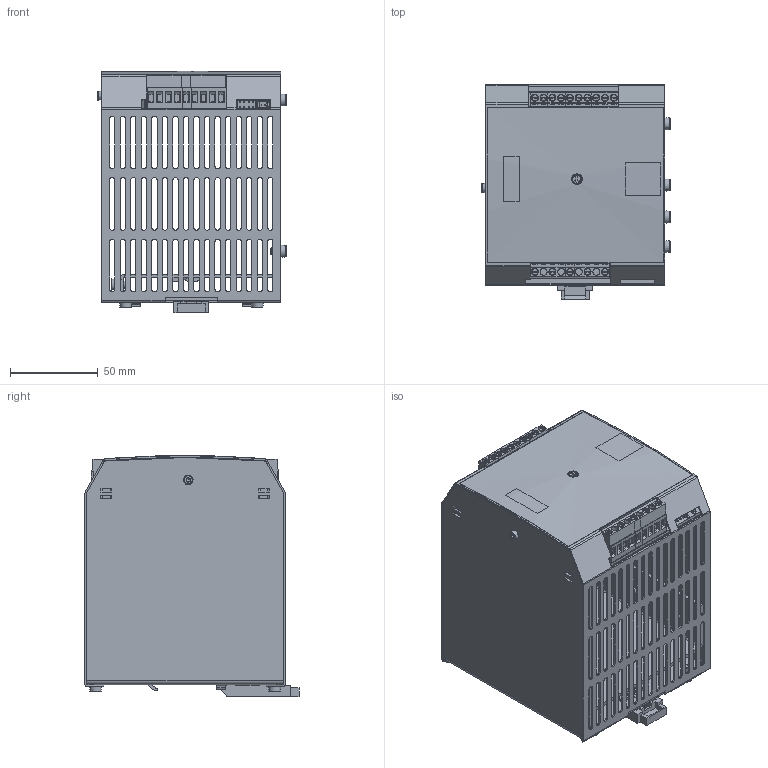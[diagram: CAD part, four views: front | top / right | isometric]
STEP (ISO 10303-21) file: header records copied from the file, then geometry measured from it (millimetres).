
FILE_DESCRIPTION((''),'2;1');
FILE_NAME('CB2410AC.stp','2014-01-16T13:00:30',('roland'),(''),'Autodesk Inventor 2013','Autodesk Inventor 2013','');
FILE_SCHEMA(('CONFIG_CONTROL_DESIGN'));
Length unit declared in the file: millimetre
Products named in the file (27): CBI240W Complete Drawing; CBI240W_M3M.00F; CBI240W_M3M.00C; CBI240W_MHN.090; CBI240W_M4D.109; MGP.451.90MA5_Gancio Din; CS_CBI240W_Master_A24323188A5_Assemblata; CS_CBI240W_Master_A24323188A5; CS_CBI240W_Scheda uP_A24323188A5_Assemblata; CS_CBI240W_Scheda uP_A24323188A5; SAURO 3P p.10 msq03002; SAURO 3P p.5 msq03001; SAURO 2P p.5 msq02001; AMP MODUII 2 Poli - TE c-0280377-01-r2-3d; Strip 2P_4; Strip 1P_8; Strip 1P_16; Perno Trimmer Piccolo; Potenziometro CA9H2.5 Orizzontale; RJ 45 615008138021 Verticale; 1; 2; 3; 4; LED Diam. 3.0 e Supp; Screw GB_T 2671.1-2004 M4x6 Property Class 4; Screw GB_T 2171.1 M3 x 13 Autofilettante
Assembly tree (46 placements, depth 5):
  CBI240W Complete Drawing
    CBI240W_M3M.00F
    CBI240W_M3M.00C
    CBI240W_MHN.090
    CBI240W_M4D.109
    MGP.451.90MA5_Gancio Din
    CS_CBI240W_Master_A24323188A5_Assemblata
      CS_CBI240W_Master_A24323188A5
      CS_CBI240W_Scheda uP_A24323188A5_Assemblata
        CS_CBI240W_Scheda uP_A24323188A5
        SAURO 3P p.10 msq03002  x2
        SAURO 3P p.5 msq03001  x2
        SAURO 2P p.5 msq02001  x2
        AMP MODUII 2 Poli - TE c-0280377-01-r2-3d
        Strip 2P_4
        Strip 1P_8
        Strip 1P_16
        Perno Trimmer Piccolo
        Potenziometro CA9H2.5 Orizzontale
        RJ 45 615008138021 Verticale
          1
          2
          3  x4
          4  x4
      LED Diam. 3.0 e Supp  x3
    Screw GB_T 2671.1-2004 M4x6 Property Class 4  x10
    Screw GB_T 2171.1 M3 x 13 Autofilettante
Bounding box: 107.5 x 121.9 x 137.3 mm (x, y, z)
Volume: 170057.1 mm3; surface area: 255609.8 mm2
Topology: 89 solids, 89 shells, 4501 faces, 11818 edges, 7644 vertices
Faces by surface type: plane 3279, cylinder 1071, torus 70, cone 44, sphere 36, bspline 1
Full cylindrical faces by diameter (mm): 0.45 x6, 0.9 x2, 1 x163, 1.4 x16, 1.52 x6, 2 x6, 2.675 x1, 2.7 x11, 2.8 x2, 3 x2, 3.3 x4, 3.5 x5, 3.545 x10, 3.6 x3, 3.85 x16, 4 x30, 5 x5, 9 x1
Entity records: 109103 total; most frequent: CARTESIAN_POINT 21118, ORIENTED_EDGE 17654, DIRECTION 17390, EDGE_CURVE 8827, VECTOR 6998, LINE 6998, VERTEX_POINT 5812, AXIS2_PLACEMENT_3D 5196
